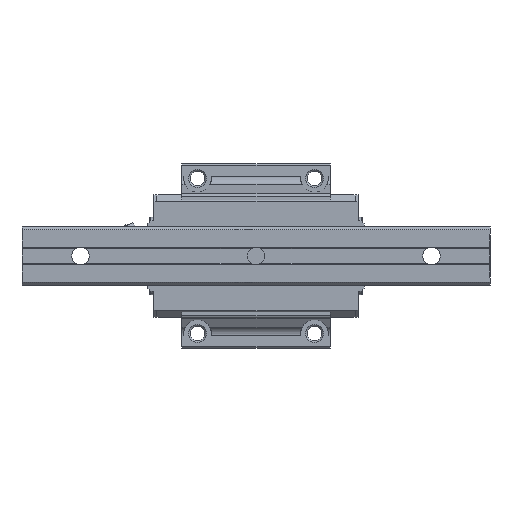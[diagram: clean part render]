
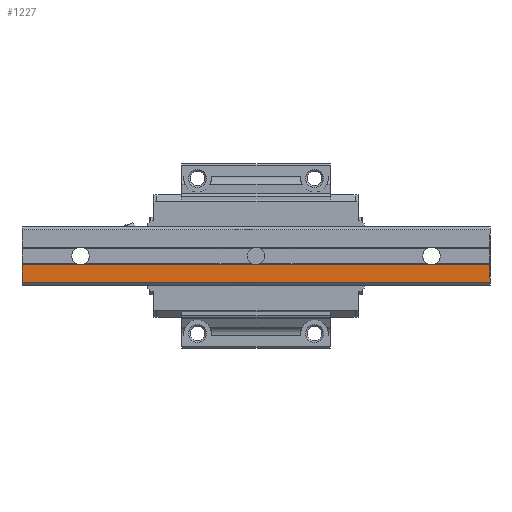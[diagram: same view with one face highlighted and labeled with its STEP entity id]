
A CAD part, front view. The second image highlights one B-rep face of the part: STEP entity #1227.
In plain terms, the highlighted planar face has unit normal (0, -1, 0).
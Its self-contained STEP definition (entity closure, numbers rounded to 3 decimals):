
#10 = EDGE_CURVE ( 'NONE', #1590, #2971, #6356, .T. ) ;
#126 = VERTEX_POINT ( 'NONE', #4795 ) ;
#305 = LINE ( 'NONE', #9351, #6629 ) ;
#327 = AXIS2_PLACEMENT_3D ( 'NONE', #7912, #8550, #2247 ) ;
#364 = CARTESIAN_POINT ( 'NONE',  ( 140., 0., -3. ) ) ;
#1060 = ORIENTED_EDGE ( 'NONE', *, *, #1714, .T. ) ;
#1090 = CARTESIAN_POINT ( 'NONE',  ( -20., 0., -9. ) ) ;
#1202 = CARTESIAN_POINT ( 'NONE',  ( 60., 0., -3. ) ) ;
#1227 = ADVANCED_FACE ( 'NONE', ( #4702 ), #6275, .T. ) ;
#1436 = DIRECTION ( 'NONE',  ( 0., 0., -1. ) ) ;
#1441 = EDGE_LOOP ( 'NONE', ( #7824, #8330, #7984, #4406, #9630, #6454, #1060 ) ) ;
#1590 = VERTEX_POINT ( 'NONE', #1202 ) ;
#1610 = DIRECTION ( 'NONE',  ( -1., 0., 0. ) ) ;
#1714 = EDGE_CURVE ( 'NONE', #2971, #6319, #2418, .T. ) ;
#2247 = DIRECTION ( 'NONE',  ( 0., 0., -1. ) ) ;
#2324 = DIRECTION ( 'NONE',  ( -1., 0., 0. ) ) ;
#2401 = LINE ( 'NONE', #8373, #5189 ) ;
#2418 = LINE ( 'NONE', #2999, #2663 ) ;
#2481 = CARTESIAN_POINT ( 'NONE',  ( -20., 0., -3. ) ) ;
#2595 = DIRECTION ( 'NONE',  ( -1., 0., 0. ) ) ;
#2663 = VECTOR ( 'NONE', #2324, 1000. ) ;
#2844 = VECTOR ( 'NONE', #1610, 1000. ) ;
#2895 = DIRECTION ( 'NONE',  ( 1., 0., 0. ) ) ;
#2971 = VERTEX_POINT ( 'NONE', #4767 ) ;
#2999 = CARTESIAN_POINT ( 'NONE',  ( -20., 0., -3. ) ) ;
#3584 = EDGE_CURVE ( 'NONE', #8508, #126, #2401, .T. ) ;
#4052 = CARTESIAN_POINT ( 'NONE',  ( 120., 0., -3. ) ) ;
#4391 = VECTOR ( 'NONE', #1436, 1000. ) ;
#4406 = ORIENTED_EDGE ( 'NONE', *, *, #6257, .T. ) ;
#4702 = FACE_OUTER_BOUND ( 'NONE', #1441, .T. ) ;
#4723 = EDGE_CURVE ( 'NONE', #6544, #1590, #10157, .T. ) ;
#4767 = CARTESIAN_POINT ( 'NONE',  ( 0., 0., -3. ) ) ;
#4795 = CARTESIAN_POINT ( 'NONE',  ( 140., 0., -9. ) ) ;
#5189 = VECTOR ( 'NONE', #7531, 1000. ) ;
#5471 = EDGE_CURVE ( 'NONE', #6319, #9072, #6766, .T. ) ;
#5956 = DIRECTION ( 'NONE',  ( -1., 0., 0. ) ) ;
#6257 = EDGE_CURVE ( 'NONE', #8508, #6544, #7148, .T. ) ;
#6275 = PLANE ( 'NONE',  #327 ) ;
#6319 = VERTEX_POINT ( 'NONE', #2481 ) ;
#6324 = CARTESIAN_POINT ( 'NONE',  ( -20., 0., -3. ) ) ;
#6356 = LINE ( 'NONE', #9994, #8112 ) ;
#6454 = ORIENTED_EDGE ( 'NONE', *, *, #10, .T. ) ;
#6544 = VERTEX_POINT ( 'NONE', #4052 ) ;
#6629 = VECTOR ( 'NONE', #2895, 1000. ) ;
#6766 = LINE ( 'NONE', #10232, #4391 ) ;
#6992 = EDGE_CURVE ( 'NONE', #9072, #126, #305, .T. ) ;
#7148 = LINE ( 'NONE', #6324, #2844 ) ;
#7406 = VECTOR ( 'NONE', #2595, 1000. ) ;
#7531 = DIRECTION ( 'NONE',  ( 0., 0., -1. ) ) ;
#7824 = ORIENTED_EDGE ( 'NONE', *, *, #5471, .T. ) ;
#7912 = CARTESIAN_POINT ( 'NONE',  ( -20., 0., -9. ) ) ;
#7984 = ORIENTED_EDGE ( 'NONE', *, *, #3584, .F. ) ;
#8112 = VECTOR ( 'NONE', #5956, 1000. ) ;
#8330 = ORIENTED_EDGE ( 'NONE', *, *, #6992, .T. ) ;
#8332 = CARTESIAN_POINT ( 'NONE',  ( -20., 0., -3. ) ) ;
#8373 = CARTESIAN_POINT ( 'NONE',  ( 140., 0., 0. ) ) ;
#8508 = VERTEX_POINT ( 'NONE', #364 ) ;
#8550 = DIRECTION ( 'NONE',  ( 0., -1., 0. ) ) ;
#9072 = VERTEX_POINT ( 'NONE', #1090 ) ;
#9351 = CARTESIAN_POINT ( 'NONE',  ( -20., 0., -9. ) ) ;
#9630 = ORIENTED_EDGE ( 'NONE', *, *, #4723, .T. ) ;
#9994 = CARTESIAN_POINT ( 'NONE',  ( -20., 0., -3. ) ) ;
#10157 = LINE ( 'NONE', #8332, #7406 ) ;
#10232 = CARTESIAN_POINT ( 'NONE',  ( -20., 0., 0. ) ) ;
